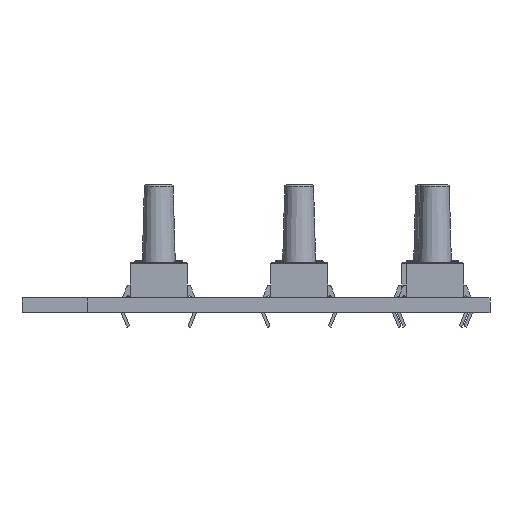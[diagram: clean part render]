
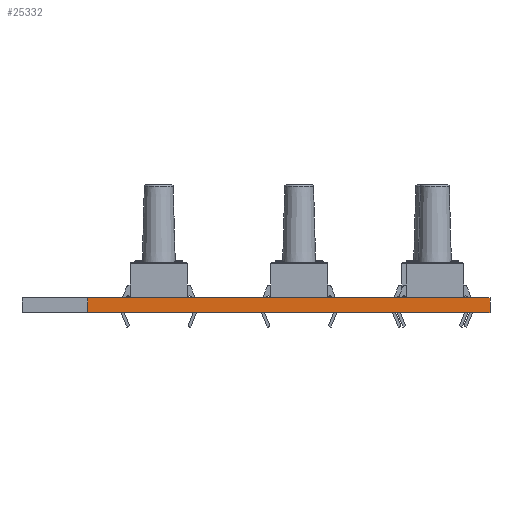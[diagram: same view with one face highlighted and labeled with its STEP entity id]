
A CAD part, front view. The second image highlights one B-rep face of the part: STEP entity #25332.
In plain terms, the highlighted planar face has unit normal (0, -1, 0).
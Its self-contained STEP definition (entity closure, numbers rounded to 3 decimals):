
#21037 = PLANE('',#21038);
#21038 = AXIS2_PLACEMENT_3D('',#21039,#21040,#21041);
#21039 = CARTESIAN_POINT('',(92.181,-68.849,1.6));
#21040 = DIRECTION('',(-0.,-0.,-1.));
#21041 = DIRECTION('',(-1.,0.,0.));
#21065 = PLANE('',#21066);
#21066 = AXIS2_PLACEMENT_3D('',#21067,#21068,#21069);
#21067 = CARTESIAN_POINT('',(115.69,-36.34,0.));
#21068 = DIRECTION('',(1.,0.,-0.));
#21069 = DIRECTION('',(0.,-1.,0.));
#21091 = PLANE('',#21092);
#21092 = AXIS2_PLACEMENT_3D('',#21093,#21094,#21095);
#21093 = CARTESIAN_POINT('',(92.181,-68.849,0.));
#21094 = DIRECTION('',(-0.,-0.,-1.));
#21095 = DIRECTION('',(-1.,0.,0.));
#21184 = VERTEX_POINT('',#21185);
#21185 = CARTESIAN_POINT('',(115.69,-104.34,1.6));
#21206 = EDGE_CURVE('',#21207,#21184,#21209,.T.);
#21207 = VERTEX_POINT('',#21208);
#21208 = CARTESIAN_POINT('',(115.69,-104.34,0.));
#21209 = SURFACE_CURVE('',#21210,(#21214,#21221),.PCURVE_S1.);
#21210 = LINE('',#21211,#21212);
#21211 = CARTESIAN_POINT('',(115.69,-104.34,0.));
#21212 = VECTOR('',#21213,1.);
#21213 = DIRECTION('',(0.,0.,1.));
#21214 = PCURVE('',#21065,#21215);
#21215 = DEFINITIONAL_REPRESENTATION('',(#21216),#21220);
#21216 = LINE('',#21217,#21218);
#21217 = CARTESIAN_POINT('',(68.,0.));
#21218 = VECTOR('',#21219,1.);
#21219 = DIRECTION('',(0.,-1.));
#21220 = ( GEOMETRIC_REPRESENTATION_CONTEXT(2) 
PARAMETRIC_REPRESENTATION_CONTEXT() REPRESENTATION_CONTEXT('2D SPACE',''
  ) );
#21221 = PCURVE('',#21222,#21227);
#21222 = PLANE('',#21223);
#21223 = AXIS2_PLACEMENT_3D('',#21224,#21225,#21226);
#21224 = CARTESIAN_POINT('',(115.69,-104.34,0.));
#21225 = DIRECTION('',(0.,-1.,0.));
#21226 = DIRECTION('',(-1.,0.,0.));
#21227 = DEFINITIONAL_REPRESENTATION('',(#21228),#21232);
#21228 = LINE('',#21229,#21230);
#21229 = CARTESIAN_POINT('',(0.,-0.));
#21230 = VECTOR('',#21231,1.);
#21231 = DIRECTION('',(0.,-1.));
#21232 = ( GEOMETRIC_REPRESENTATION_CONTEXT(2) 
PARAMETRIC_REPRESENTATION_CONTEXT() REPRESENTATION_CONTEXT('2D SPACE',''
  ) );
#21260 = EDGE_CURVE('',#21207,#21261,#21263,.T.);
#21261 = VERTEX_POINT('',#21262);
#21262 = CARTESIAN_POINT('',(72.69,-104.34,0.));
#21263 = SURFACE_CURVE('',#21264,(#21268,#21275),.PCURVE_S1.);
#21264 = LINE('',#21265,#21266);
#21265 = CARTESIAN_POINT('',(115.69,-104.34,0.));
#21266 = VECTOR('',#21267,1.);
#21267 = DIRECTION('',(-1.,0.,0.));
#21268 = PCURVE('',#21091,#21269);
#21269 = DEFINITIONAL_REPRESENTATION('',(#21270),#21274);
#21270 = LINE('',#21271,#21272);
#21271 = CARTESIAN_POINT('',(-23.509,-35.491));
#21272 = VECTOR('',#21273,1.);
#21273 = DIRECTION('',(1.,0.));
#21274 = ( GEOMETRIC_REPRESENTATION_CONTEXT(2) 
PARAMETRIC_REPRESENTATION_CONTEXT() REPRESENTATION_CONTEXT('2D SPACE',''
  ) );
#21275 = PCURVE('',#21222,#21276);
#21276 = DEFINITIONAL_REPRESENTATION('',(#21277),#21281);
#21277 = LINE('',#21278,#21279);
#21278 = CARTESIAN_POINT('',(0.,-0.));
#21279 = VECTOR('',#21280,1.);
#21280 = DIRECTION('',(1.,0.));
#21281 = ( GEOMETRIC_REPRESENTATION_CONTEXT(2) 
PARAMETRIC_REPRESENTATION_CONTEXT() REPRESENTATION_CONTEXT('2D SPACE',''
  ) );
#21299 = PLANE('',#21300);
#21300 = AXIS2_PLACEMENT_3D('',#21301,#21302,#21303);
#21301 = CARTESIAN_POINT('',(72.69,-104.34,0.));
#21302 = DIRECTION('',(-1.,0.,0.));
#21303 = DIRECTION('',(0.,1.,0.));
#23438 = EDGE_CURVE('',#21184,#23439,#23441,.T.);
#23439 = VERTEX_POINT('',#23440);
#23440 = CARTESIAN_POINT('',(72.69,-104.34,1.6));
#23441 = SURFACE_CURVE('',#23442,(#23446,#23453),.PCURVE_S1.);
#23442 = LINE('',#23443,#23444);
#23443 = CARTESIAN_POINT('',(115.69,-104.34,1.6));
#23444 = VECTOR('',#23445,1.);
#23445 = DIRECTION('',(-1.,0.,0.));
#23446 = PCURVE('',#21037,#23447);
#23447 = DEFINITIONAL_REPRESENTATION('',(#23448),#23452);
#23448 = LINE('',#23449,#23450);
#23449 = CARTESIAN_POINT('',(-23.509,-35.491));
#23450 = VECTOR('',#23451,1.);
#23451 = DIRECTION('',(1.,0.));
#23452 = ( GEOMETRIC_REPRESENTATION_CONTEXT(2) 
PARAMETRIC_REPRESENTATION_CONTEXT() REPRESENTATION_CONTEXT('2D SPACE',''
  ) );
#23453 = PCURVE('',#21222,#23454);
#23454 = DEFINITIONAL_REPRESENTATION('',(#23455),#23459);
#23455 = LINE('',#23456,#23457);
#23456 = CARTESIAN_POINT('',(0.,-1.6));
#23457 = VECTOR('',#23458,1.);
#23458 = DIRECTION('',(1.,0.));
#23459 = ( GEOMETRIC_REPRESENTATION_CONTEXT(2) 
PARAMETRIC_REPRESENTATION_CONTEXT() REPRESENTATION_CONTEXT('2D SPACE',''
  ) );
#25332 = ADVANCED_FACE('',(#25333),#21222,.T.);
#25333 = FACE_BOUND('',#25334,.T.);
#25334 = EDGE_LOOP('',(#25335,#25336,#25337,#25358));
#25335 = ORIENTED_EDGE('',*,*,#21206,.T.);
#25336 = ORIENTED_EDGE('',*,*,#23438,.T.);
#25337 = ORIENTED_EDGE('',*,*,#25338,.F.);
#25338 = EDGE_CURVE('',#21261,#23439,#25339,.T.);
#25339 = SURFACE_CURVE('',#25340,(#25344,#25351),.PCURVE_S1.);
#25340 = LINE('',#25341,#25342);
#25341 = CARTESIAN_POINT('',(72.69,-104.34,0.));
#25342 = VECTOR('',#25343,1.);
#25343 = DIRECTION('',(0.,0.,1.));
#25344 = PCURVE('',#21222,#25345);
#25345 = DEFINITIONAL_REPRESENTATION('',(#25346),#25350);
#25346 = LINE('',#25347,#25348);
#25347 = CARTESIAN_POINT('',(43.,0.));
#25348 = VECTOR('',#25349,1.);
#25349 = DIRECTION('',(0.,-1.));
#25350 = ( GEOMETRIC_REPRESENTATION_CONTEXT(2) 
PARAMETRIC_REPRESENTATION_CONTEXT() REPRESENTATION_CONTEXT('2D SPACE',''
  ) );
#25351 = PCURVE('',#21299,#25352);
#25352 = DEFINITIONAL_REPRESENTATION('',(#25353),#25357);
#25353 = LINE('',#25354,#25355);
#25354 = CARTESIAN_POINT('',(0.,0.));
#25355 = VECTOR('',#25356,1.);
#25356 = DIRECTION('',(0.,-1.));
#25357 = ( GEOMETRIC_REPRESENTATION_CONTEXT(2) 
PARAMETRIC_REPRESENTATION_CONTEXT() REPRESENTATION_CONTEXT('2D SPACE',''
  ) );
#25358 = ORIENTED_EDGE('',*,*,#21260,.F.);
